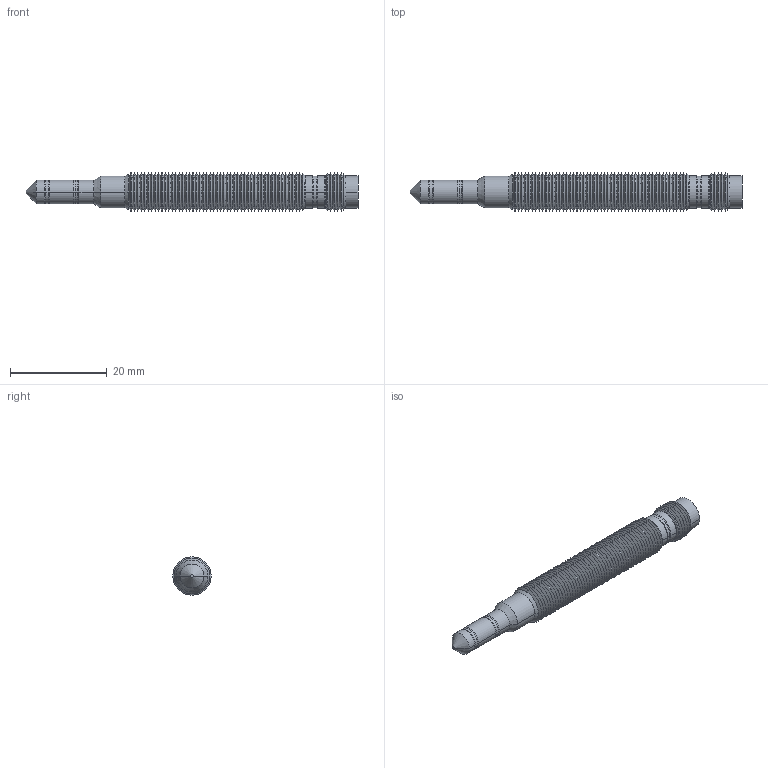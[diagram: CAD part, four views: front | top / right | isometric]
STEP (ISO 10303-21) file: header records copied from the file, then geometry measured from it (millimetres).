
FILE_DESCRIPTION (( 'STEP AP203' ), '1' );
FILE_NAME ('SNS06-01.STEP', '2013-11-13T16:25:38', ( '' ), ( '' ), 'SwSTEP 2.0', 'SolidWorks 2013', '' );
FILE_SCHEMA (( 'CONFIG_CONTROL_DESIGN' ));
Length unit declared in the file: inch
Products named in the file (1): SNS06-01
Bounding box: 68.58 x 7.92 x 7.92 mm (x, y, z)
Volume: 1416 mm3; surface area: 3280.7 mm2
Topology: 1 solids, 1 shells, 398 faces, 1032 edges, 635 vertices
Faces by surface type: cone 252, cylinder 132, torus 12, plane 2
Entity records: 12399 total; most frequent: DIRECTION 2474, CARTESIAN_POINT 2064, ORIENTED_EDGE 2060, AXIS2_PLACEMENT_3D 1045, EDGE_CURVE 1030, CIRCLE 646, VERTEX_POINT 635, EDGE_LOOP 399
